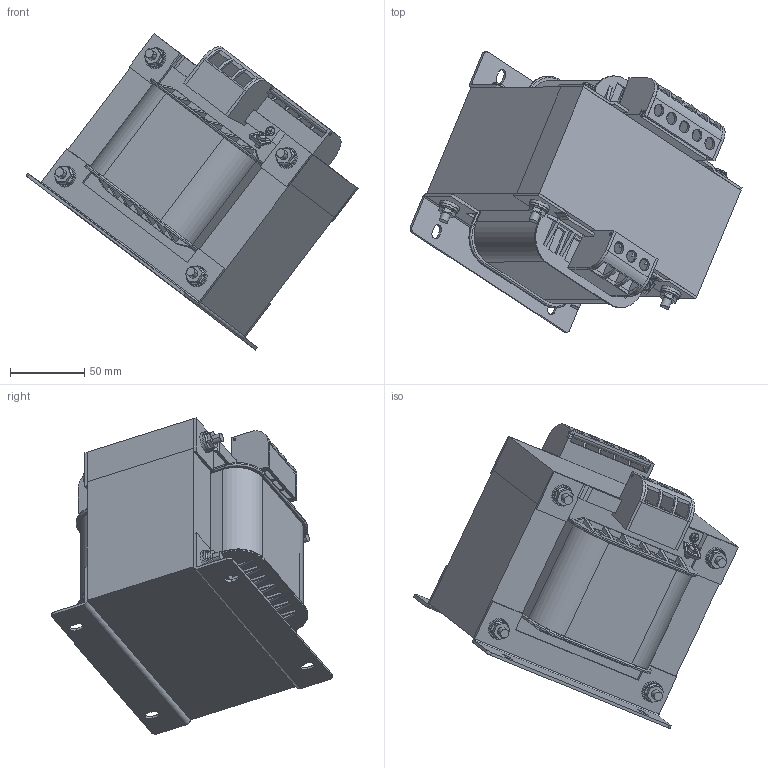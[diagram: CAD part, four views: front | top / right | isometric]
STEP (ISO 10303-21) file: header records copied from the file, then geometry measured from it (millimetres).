
FILE_DESCRIPTION((''),'2;1');
FILE_NAME('ASM0001_ASM','2023-03-03T',('Administrator'),(''),'PRO/ENGINEER BY PARAMETRIC TECHNOLOGY CORPORATION, 2008380','PRO/ENGINEER BY PARAMETRIC TECHNOLOGY CORPORATION, 2008380','');
FILE_SCHEMA(('CONFIG_CONTROL_DESIGN'));
Length unit declared in the file: millimetre
Products named in the file (18): PRT0030; PRT0031; PRT0032; PRT0033; PRT0034; PRT0010; PRT0035; PRT0036; PRT0037; PRT0038; PRT0017; BK1000LUODING; PRT0040; SANJIE02; WUJIE01; SANJIE01; WUJIE02; ASM0001_ASM
Assembly tree (30 placements, depth 2):
  ASM0001_ASM
    PRT0030
    PRT0031
    PRT0032
    PRT0033
    PRT0034
    PRT0010
    PRT0035
    PRT0036
    PRT0037
    PRT0038  x8
    PRT0017
    BK1000LUODING  x4
    PRT0040  x4
    SANJIE02
    WUJIE01
    SANJIE01
    WUJIE02
Bounding box: 223.17 x 188.41 x 212.62 mm (x, y, z)
Volume: 1907513.1 mm3; surface area: 356983.3 mm2
Topology: 30 solids, 30 shells, 1233 faces, 3270 edges, 2130 vertices
Faces by surface type: plane 889, cylinder 294, torus 50
Entity records: 31488 total; most frequent: CARTESIAN_POINT 5658, ORIENTED_EDGE 5340, DIRECTION 5127, EDGE_CURVE 2670, VECTOR 2189, LINE 2189, VERTEX_POINT 1746, AXIS2_PLACEMENT_3D 1469
